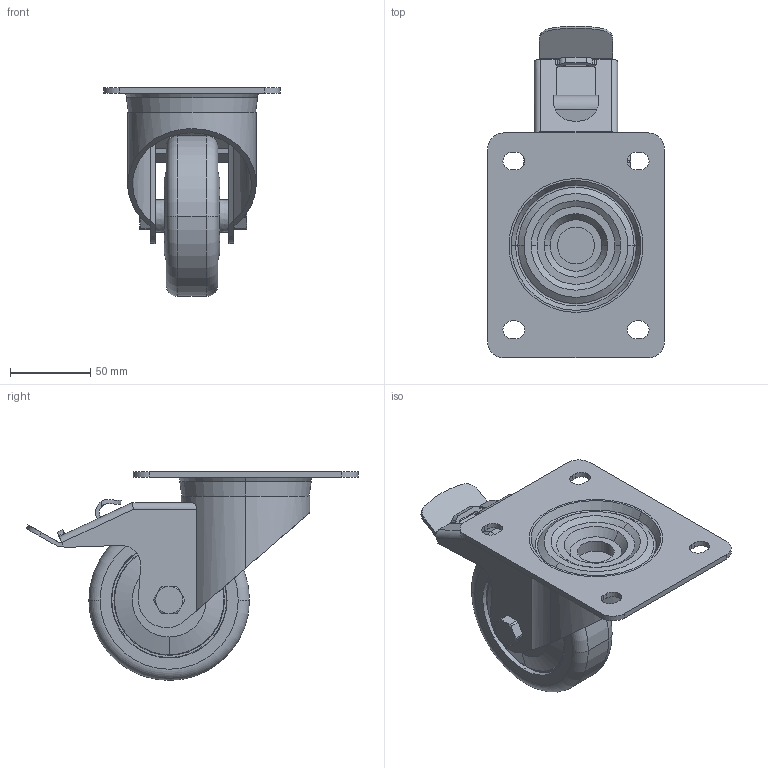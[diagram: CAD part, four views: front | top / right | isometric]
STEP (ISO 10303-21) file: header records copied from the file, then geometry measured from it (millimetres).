
FILE_DESCRIPTION(('STEP AP214'),'1');
FILE_NAME('cctmp_6044BFB3-7D84-4849-8421-622525995690_2024_02_20_17_59_32_0691_9040..stp','2024-02-20T17:59:32',('KiM GmbH'),('CADClick - www.CADClick.com'),'Spatial InterOp 3D',' ','unknown authorization');
FILE_SCHEMA(('AUTOMOTIVE_DESIGN'));
Length unit declared in the file: millimetre
Products named in the file (6): item_0066718_Lenkrolle D100 Doppelfeststeller 140x110_TextAttributFrage_Rotationsinkel=0; 2024_02_20_17_59_32_0687; 2024_02_20_17_59_32_0673; 2024_02_20_17_59_32_0650; 2024_02_20_17_59_32_0629; 2024_02_20_17_59_32_0602
Assembly tree (5 placements, depth 2):
  item_0066718_Lenkrolle D100 Doppelfeststeller 140x110_TextAttributFrage_Rotationsinkel=0
    2024_02_20_17_59_32_0687
    2024_02_20_17_59_32_0673
    2024_02_20_17_59_32_0650
    2024_02_20_17_59_32_0629
    2024_02_20_17_59_32_0602
Bounding box: 110 x 206.6 x 130 mm (x, y, z)
Volume: 425190.2 mm3; surface area: 111446 mm2
Topology: 5 solids, 5 shells, 248 faces, 646 edges, 416 vertices
Faces by surface type: plane 100, cylinder 84, cone 52, torus 12
Entity records: 10639 total; most frequent: CARTESIAN_POINT 2254, DIRECTION 1364, ORIENTED_EDGE 1292, EDGE_CURVE 646, AXIS2_PLACEMENT_3D 518, VERTEX_POINT 416, LINE 328, VECTOR 328
